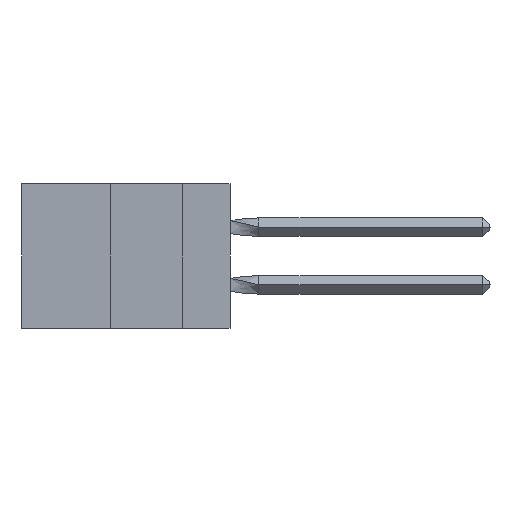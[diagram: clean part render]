
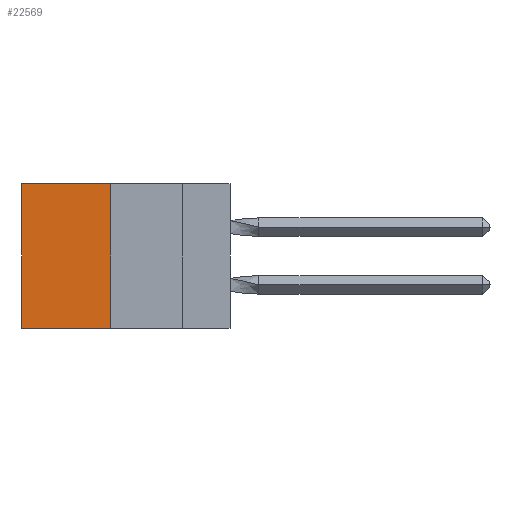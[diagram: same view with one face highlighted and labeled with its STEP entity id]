
A CAD part, left-side view. The second image highlights one B-rep face of the part: STEP entity #22569.
In plain terms, the highlighted planar face has unit normal (-1, 0, 0).
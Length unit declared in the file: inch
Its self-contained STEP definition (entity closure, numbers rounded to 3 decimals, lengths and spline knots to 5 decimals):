
#255 = CARTESIAN_POINT ( 'NONE',  ( 0.305, 0.413, -0.5 ) ) ;
#978 = CARTESIAN_POINT ( 'NONE',  ( 0.305, 0.72, -0.5 ) ) ;
#2514 = EDGE_CURVE ( 'NONE', #28599, #33152, #12739, .T. ) ;
#4645 = ORIENTED_EDGE ( 'NONE', *, *, #25390, .F. ) ;
#5311 = CARTESIAN_POINT ( 'NONE',  ( 0.305, 0.413, -0.5 ) ) ;
#5325 = CARTESIAN_POINT ( 'NONE',  ( 0.305, 0.72, 0. ) ) ;
#5905 = VERTEX_POINT ( 'NONE', #5325 ) ;
#7909 = LINE ( 'NONE', #978, #10958 ) ;
#8567 = EDGE_CURVE ( 'NONE', #28599, #5905, #33773, .T. ) ;
#9555 = AXIS2_PLACEMENT_3D ( 'NONE', #15023, #23486, #26720 ) ;
#10958 = VECTOR ( 'NONE', #28211, 39.37008 ) ;
#11723 = VECTOR ( 'NONE', #32461, 39.37008 ) ;
#11944 = LINE ( 'NONE', #255, #17123 ) ;
#12049 = ORIENTED_EDGE ( 'NONE', *, *, #26398, .T. ) ;
#12739 = LINE ( 'NONE', #5311, #29617 ) ;
#12878 = FACE_OUTER_BOUND ( 'NONE', #19039, .T. ) ;
#13120 = CARTESIAN_POINT ( 'NONE',  ( 0.305, 0.413, -0.5 ) ) ;
#13141 = CARTESIAN_POINT ( 'NONE',  ( 0.305, 0.413, 0. ) ) ;
#13425 = CARTESIAN_POINT ( 'NONE',  ( 0.305, 0.413, 0. ) ) ;
#14749 = CARTESIAN_POINT ( 'NONE',  ( 0.305, 0.72, -0.5 ) ) ;
#15023 = CARTESIAN_POINT ( 'NONE',  ( 0.305, 0.413, -0.5 ) ) ;
#17123 = VECTOR ( 'NONE', #27486, 39.37008 ) ;
#19039 = EDGE_LOOP ( 'NONE', ( #12049, #4645, #27830, #33777 ) ) ;
#22569 = ADVANCED_FACE ( 'NONE', ( #12878 ), #28933, .F. ) ;
#23486 = DIRECTION ( 'NONE',  ( 1., 0., 0. ) ) ;
#24061 = VERTEX_POINT ( 'NONE', #14749 ) ;
#25390 = EDGE_CURVE ( 'NONE', #33152, #24061, #11944, .T. ) ;
#26398 = EDGE_CURVE ( 'NONE', #5905, #24061, #7909, .T. ) ;
#26720 = DIRECTION ( 'NONE',  ( 0., 0., -1. ) ) ;
#27486 = DIRECTION ( 'NONE',  ( 0., 1., 0. ) ) ;
#27830 = ORIENTED_EDGE ( 'NONE', *, *, #2514, .F. ) ;
#28211 = DIRECTION ( 'NONE',  ( 0., 0., -1. ) ) ;
#28599 = VERTEX_POINT ( 'NONE', #13425 ) ;
#28933 = PLANE ( 'NONE',  #9555 ) ;
#29617 = VECTOR ( 'NONE', #35730, 39.37008 ) ;
#32461 = DIRECTION ( 'NONE',  ( 0., 1., 0. ) ) ;
#33152 = VERTEX_POINT ( 'NONE', #13120 ) ;
#33773 = LINE ( 'NONE', #13141, #11723 ) ;
#33777 = ORIENTED_EDGE ( 'NONE', *, *, #8567, .T. ) ;
#35730 = DIRECTION ( 'NONE',  ( 0., 0., -1. ) ) ;
